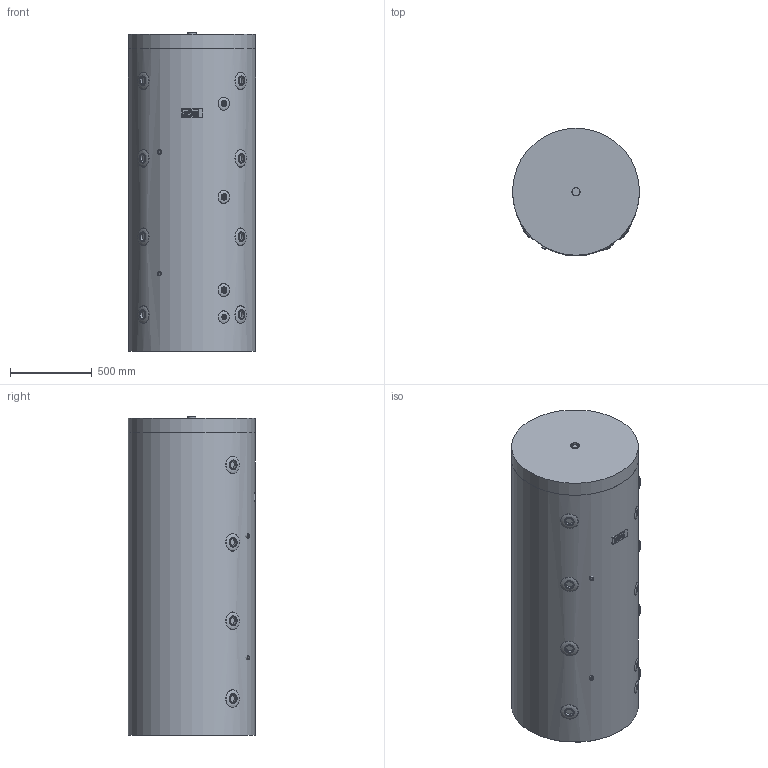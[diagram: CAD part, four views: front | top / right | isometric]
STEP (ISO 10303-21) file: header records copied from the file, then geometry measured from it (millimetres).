
FILE_DESCRIPTION(/* description */ (''),/* implementation_level */ '2;1');
FILE_NAME(/* name */ '3d_HF500_1silver-8502500.stp',/* time_stamp */ '2015-12-08T08:05:50+01:00',/* author */ ('Andrzej'),/* organization */ (''),/* preprocessor_version */ 'ST-DEVELOPER v15.5',/* originating_system */ 'AutoCAD Mechanical',/* authorisation */ '');
FILE_SCHEMA (('AUTOMOTIVE_DESIGN { 1 0 10303 214 3 1 1 }'));
Length unit declared in the file: millimetre
Products named in the file (1): Product
Bounding box: 777 x 779.27 x 1950 mm (x, y, z)
Volume: 885214352.5 mm3; surface area: 24012141.7 mm2
Topology: 32 solids, 32 shells, 488 faces, 1142 edges, 734 vertices
Faces by surface type: cylinder 211, plane 193, torus 38, bspline 24, sphere 14, cone 8
Full cylindrical faces by diameter (mm): 13.4 x3, 21.3 x6, 27 x14, 28 x1, 29 x1, 35 x3, 36 x3, 48.3 x9, 50 x2, 55 x8, 56 x32, 597 x4, 776 x2, 777 x2
Entity records: 20386 total; most frequent: CARTESIAN_POINT 9495, DIRECTION 2312, ORIENTED_EDGE 1976, EDGE_CURVE 988, AXIS2_PLACEMENT_3D 945, EDGE_LOOP 728, VERTEX_POINT 716, FACE_OUTER_BOUND 488
